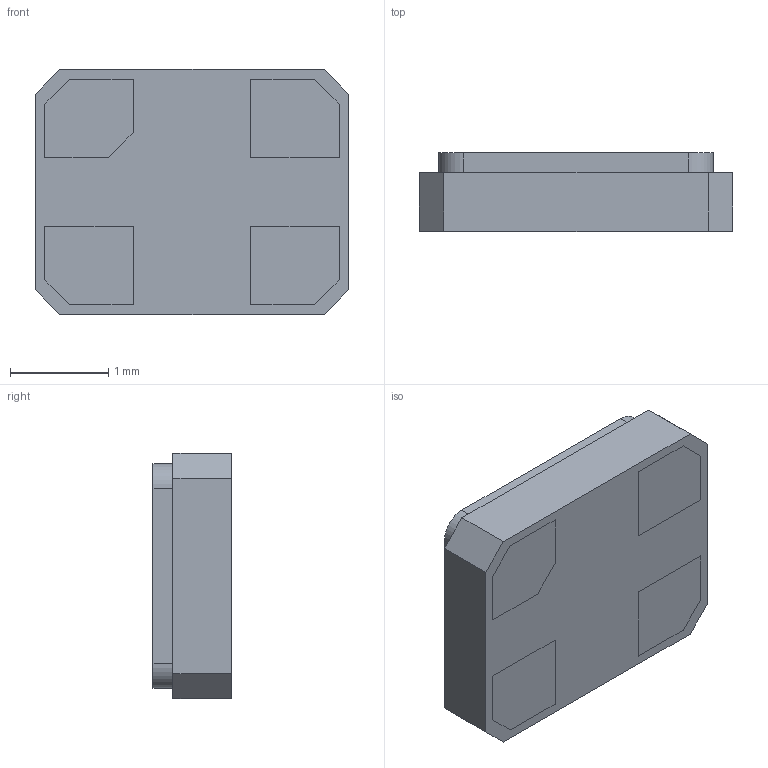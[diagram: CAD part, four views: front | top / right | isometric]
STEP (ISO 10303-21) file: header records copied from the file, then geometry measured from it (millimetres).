
FILE_DESCRIPTION (( 'STEP AP214' ), '1' );
FILE_NAME ('0D629C46-2514-4588-A310-234CB6524179.STEP', '2022-12-26T00:16:55', ( '' ), ( '' ), 'SwSTEP 2.0', 'SolidWorks 2022', '' );
FILE_SCHEMA (( 'AUTOMOTIVE_DESIGN' ));
Length unit declared in the file: millimetre
Products named in the file (1): 0D629C46-2514-4588-A310-234CB6524179
Bounding box: 3.2 x 0.81 x 2.5 mm (x, y, z)
Volume: 6 mm3; surface area: 24.2 mm2
Topology: 1 solids, 1 shells, 95 faces, 258 edges, 179 vertices
Faces by surface type: plane 61, bspline 30, cylinder 4
Entity records: 4662 total; most frequent: CARTESIAN_POINT 2324, ORIENTED_EDGE 516, DIRECTION 317, EDGE_CURVE 258, VERTEX_POINT 179, LINE 169, VECTOR 169, EDGE_LOOP 109
